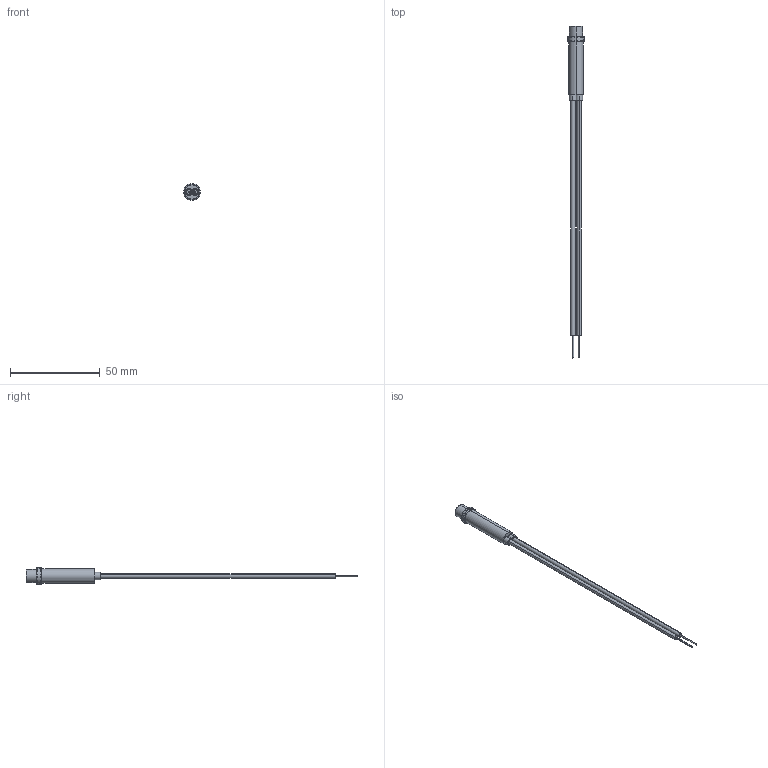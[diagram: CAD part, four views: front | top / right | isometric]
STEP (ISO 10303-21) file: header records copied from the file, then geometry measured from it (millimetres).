
FILE_DESCRIPTION (( 'STEP AP203' ), '1' );
FILE_NAME ('2191 SERIES GLO-DOT.STEP', '2017-09-19T22:42:34', ( '' ), ( '' ), 'SwSTEP 2.0', 'SolidWorks 2016', '' );
FILE_SCHEMA (( 'CONFIG_CONTROL_DESIGN' ));
Length unit declared in the file: inch
Products named in the file (10): 2191 SERIES GLO-DOT; 5mm LED standard; MT2921-A9708; MT3721-A9709; D21759-XX - A7952; MB1652S; E21672 - B4718; WP1503_06'''' ; MR1291 & MR3671 - B11442; MR2708D - 150 OHM Res
Assembly tree (12 placements, depth 2):
  2191 SERIES GLO-DOT
    D21759-XX - A7952
    E21672 - B4718
    MB1652S
    WP1503_06''''   x2
    MR1291 & MR3671 - B11442
    MR2708D - 150 OHM Res
    5mm LED standard
    MT2921-A9708  x2
    MT3721-A9709  x2
Bounding box: 9.44 x 184.8 x 9.44 mm (x, y, z)
Volume: 2312.3 mm3; surface area: 5191.4 mm2
Topology: 15 solids, 15 shells, 204 faces, 471 edges, 304 vertices
Faces by surface type: cylinder 93, plane 89, torus 16, sphere 6
Entity records: 5578 total; most frequent: DIRECTION 872, CARTESIAN_POINT 746, ORIENTED_EDGE 690, AXIS2_PLACEMENT_3D 356, EDGE_CURVE 345, VERTEX_POINT 222, CIRCLE 183, EDGE_LOOP 179
